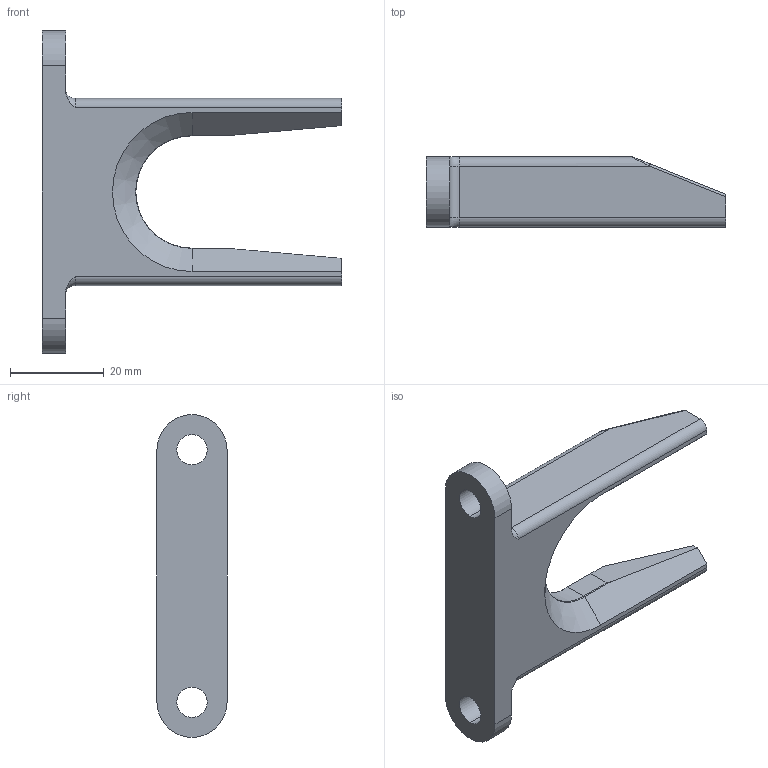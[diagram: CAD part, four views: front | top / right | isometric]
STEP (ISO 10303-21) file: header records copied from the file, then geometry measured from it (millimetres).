
FILE_DESCRIPTION((''),'2;1');
FILE_NAME('4027045150','2023-08-10T12:47:31',('a00528554'),(''),'CREO PARAMETRIC BY PTC INC, 2022414','CREO PARAMETRIC BY PTC INC, 2022414','');
FILE_SCHEMA(('CONFIG_CONTROL_DESIGN','GEOMETRIC_VALIDATION_PROPERTIES_MIM'));
Length unit declared in the file: millimetre
Products named in the file (1): 4027045150
Bounding box: 64 x 15 x 69 mm (x, y, z)
Volume: 20136.4 mm3; surface area: 7626.1 mm2
Topology: 1 solids, 3 shells, 81 faces, 205 edges, 126 vertices
Faces by surface type: plane 32, cylinder 30, cone 7, bspline 6, torus 4, sphere 2
Entity records: 2973 total; most frequent: CARTESIAN_POINT 931, ORIENTED_EDGE 394, DIRECTION 388, EDGE_CURVE 201, AXIS2_PLACEMENT_3D 137, VERTEX_POINT 126, VECTOR 114, LINE 114
